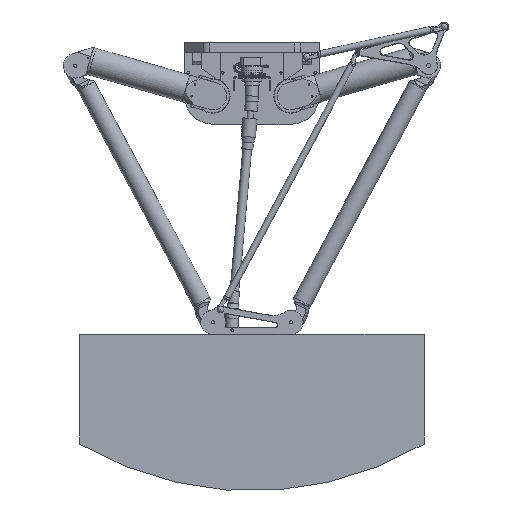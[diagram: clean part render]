
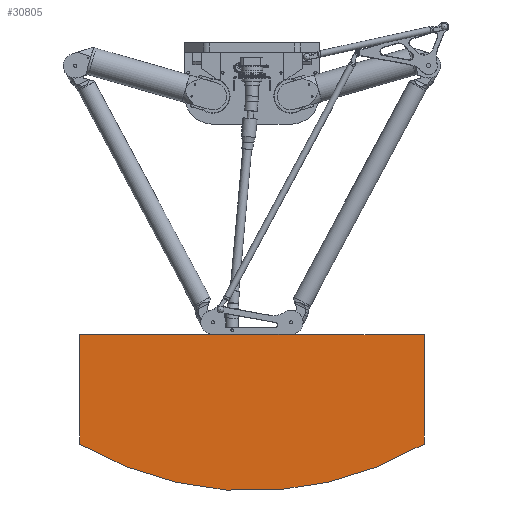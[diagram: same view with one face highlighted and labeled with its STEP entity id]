
A CAD part, front view. The second image highlights one B-rep face of the part: STEP entity #30805.
In plain terms, the highlighted face is planar.
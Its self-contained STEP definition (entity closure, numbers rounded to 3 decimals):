
#2838=CIRCLE('',#34073,1083.333);
#5179=FACE_OUTER_BOUND('',#7292,.T.);
#7292=EDGE_LOOP('',(#25046,#25047,#25048,#25049));
#9701=LINE('',#54762,#12174);
#9703=LINE('',#54766,#12176);
#9705=LINE('',#54769,#12178);
#12174=VECTOR('',#40959,10.);
#12176=VECTOR('',#40963,10.);
#12178=VECTOR('',#40967,10.);
#14789=VERTEX_POINT('',#54746);
#14790=VERTEX_POINT('',#54747);
#14795=VERTEX_POINT('',#54761);
#14796=VERTEX_POINT('',#54765);
#18373=EDGE_CURVE('',#14789,#14790,#2838,.T.);
#18380=EDGE_CURVE('',#14790,#14795,#9701,.T.);
#18382=EDGE_CURVE('',#14795,#14796,#9703,.T.);
#18384=EDGE_CURVE('',#14796,#14789,#9705,.T.);
#25046=ORIENTED_EDGE('',*,*,#18384,.F.);
#25047=ORIENTED_EDGE('',*,*,#18382,.F.);
#25048=ORIENTED_EDGE('',*,*,#18380,.F.);
#25049=ORIENTED_EDGE('',*,*,#18373,.F.);
#29415=PLANE('',#34079);
#30805=ADVANCED_FACE('',(#5179),#29415,.T.);
#34073=AXIS2_PLACEMENT_3D('',#54748,#40946,#40947);
#34079=AXIS2_PLACEMENT_3D('',#54770,#40968,#40969);
#40946=DIRECTION('center_axis',(0.,0.,-1.));
#40947=DIRECTION('ref_axis',(0.508,0.862,0.));
#40959=DIRECTION('',(0.,-1.,0.));
#40963=DIRECTION('',(-1.,0.,0.));
#40967=DIRECTION('',(0.,1.,0.));
#40968=DIRECTION('center_axis',(0.,0.,1.));
#40969=DIRECTION('ref_axis',(1.,0.,0.));
#54746=CARTESIAN_POINT('',(-550.,175.,1.));
#54747=CARTESIAN_POINT('',(550.,175.,1.));
#54748=CARTESIAN_POINT('Origin',(0.,-758.333,
1.));
#54761=CARTESIAN_POINT('',(550.,-175.,1.));
#54762=CARTESIAN_POINT('',(550.,175.,1.));
#54765=CARTESIAN_POINT('',(-550.,-175.,1.));
#54766=CARTESIAN_POINT('',(550.,-175.,1.));
#54769=CARTESIAN_POINT('',(-550.,-175.,1.));
#54770=CARTESIAN_POINT('Origin',(0.,0.,
1.));
